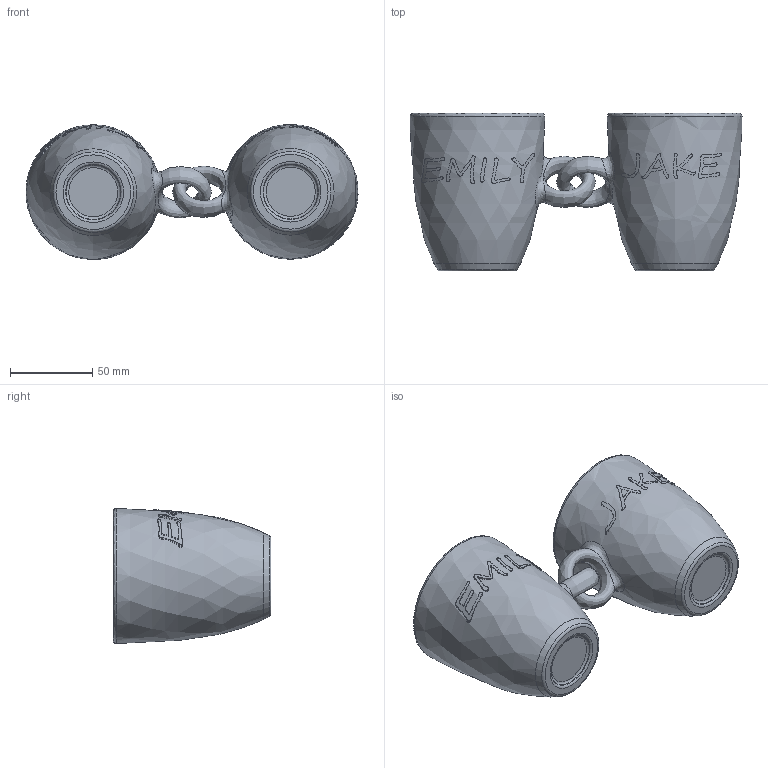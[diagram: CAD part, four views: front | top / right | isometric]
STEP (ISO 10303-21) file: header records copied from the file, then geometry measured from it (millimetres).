
FILE_DESCRIPTION(('FreeCAD Model'),'2;1');
FILE_NAME('Open CASCADE Shape Model','2025-05-04T07:42:28',('FreeCAD'),( 'FreeCAD'),'Open CASCADE STEP processor 7.6','FreeCAD','Unknown');
FILE_SCHEMA(('AUTOMOTIVE_DESIGN { 1 0 10303 214 1 1 1 1 }'));
Length unit declared in the file: millimetre
Products named in the file (1): Open CASCADE STEP translator 7.6 1
Bounding box: 201.95 x 96 x 82.15 mm (x, y, z)
Volume: 196123.2 mm3; surface area: 188441.9 mm2
Topology: 13 solids, 13 shells, 851 faces, 2457 edges, 1636 vertices
Faces by surface type: bspline 818, plane 23, torus 6, cone 4
Entity records: 54724 total; most frequent: CARTESIAN_POINT 38024, ORIENTED_EDGE 4914, EDGE_CURVE 2457, VERTEX_POINT 1636, B_SPLINE_CURVE_WITH_KNOTS 1620, DIRECTION 939, FACE_BOUND 861, EDGE_LOOP 861
